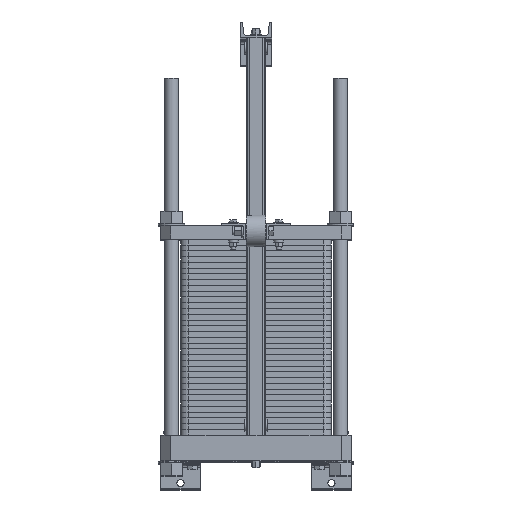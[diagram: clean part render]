
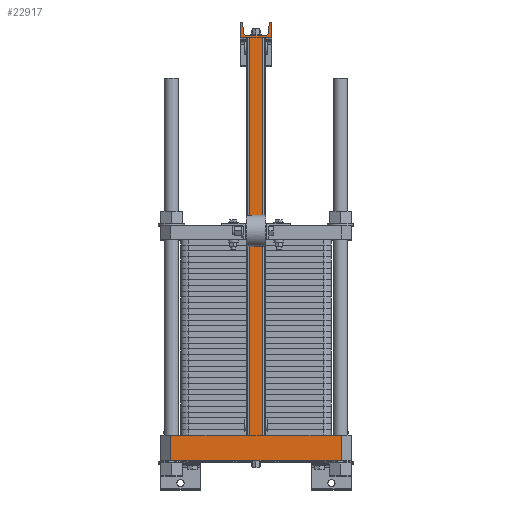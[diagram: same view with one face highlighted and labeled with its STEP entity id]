
A CAD part, top view. The second image highlights one B-rep face of the part: STEP entity #22917.
In plain terms, the highlighted planar face has unit normal (0, 0, 1).
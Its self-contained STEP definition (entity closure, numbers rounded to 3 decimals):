
#3416=LINE('',#34522,#5994);
#3430=LINE('',#34652,#6008);
#3431=LINE('',#34654,#6009);
#3432=LINE('',#34656,#6010);
#3433=LINE('',#34658,#6011);
#3434=LINE('',#34660,#6012);
#3435=LINE('',#34662,#6013);
#3436=LINE('',#34664,#6014);
#3437=LINE('',#34666,#6015);
#3438=LINE('',#34668,#6016);
#3439=LINE('',#34672,#6017);
#3440=LINE('',#34676,#6018);
#3441=LINE('',#34680,#6019);
#3442=LINE('',#34684,#6020);
#3443=LINE('',#34686,#6021);
#3444=LINE('',#34687,#6022);
#5994=VECTOR('',#26704,1.);
#6008=VECTOR('',#26792,10.);
#6009=VECTOR('',#26793,10.);
#6010=VECTOR('',#26794,10.);
#6011=VECTOR('',#26795,10.);
#6012=VECTOR('',#26796,10.);
#6013=VECTOR('',#26797,10.);
#6014=VECTOR('',#26798,10.);
#6015=VECTOR('',#26799,10.);
#6016=VECTOR('',#26800,10.);
#6017=VECTOR('',#26803,10.);
#6018=VECTOR('',#26806,10.);
#6019=VECTOR('',#26809,10.);
#6020=VECTOR('',#26812,10.);
#6021=VECTOR('',#26813,10.);
#6022=VECTOR('',#26814,10.);
#8548=PLANE('',#24081);
#9646=FACE_OUTER_BOUND('',#10729,.T.);
#10729=EDGE_LOOP('',(#17883,#17884,#17885,#17886,#17887,#17888,#17889,#17890,
#17891,#17892,#17893,#17894,#17895,#17896,#17897,#17898,#17899,#17900,#17901,
#17902));
#12113=CIRCLE('',#24082,4.);
#12114=CIRCLE('',#24083,8.);
#12115=CIRCLE('',#24084,8.);
#12116=CIRCLE('',#24085,4.);
#13595=VERTEX_POINT('',#34519);
#13596=VERTEX_POINT('',#34521);
#13627=VERTEX_POINT('',#34651);
#13628=VERTEX_POINT('',#34653);
#13629=VERTEX_POINT('',#34655);
#13630=VERTEX_POINT('',#34657);
#13631=VERTEX_POINT('',#34659);
#13632=VERTEX_POINT('',#34661);
#13633=VERTEX_POINT('',#34663);
#13634=VERTEX_POINT('',#34665);
#13635=VERTEX_POINT('',#34667);
#13636=VERTEX_POINT('',#34669);
#13637=VERTEX_POINT('',#34671);
#13638=VERTEX_POINT('',#34673);
#13639=VERTEX_POINT('',#34675);
#13640=VERTEX_POINT('',#34677);
#13641=VERTEX_POINT('',#34679);
#13642=VERTEX_POINT('',#34681);
#13643=VERTEX_POINT('',#34683);
#13644=VERTEX_POINT('',#34685);
#15311=EDGE_CURVE('',#13596,#13595,#3416,.T.);
#15351=EDGE_CURVE('',#13595,#13627,#3430,.T.);
#15352=EDGE_CURVE('',#13627,#13628,#3431,.T.);
#15353=EDGE_CURVE('',#13629,#13628,#3432,.T.);
#15354=EDGE_CURVE('',#13630,#13629,#3433,.T.);
#15355=EDGE_CURVE('',#13630,#13631,#3434,.T.);
#15356=EDGE_CURVE('',#13631,#13632,#3435,.T.);
#15357=EDGE_CURVE('',#13632,#13633,#3436,.T.);
#15358=EDGE_CURVE('',#13633,#13634,#3437,.T.);
#15359=EDGE_CURVE('',#13634,#13635,#3438,.T.);
#15360=EDGE_CURVE('',#13635,#13636,#12113,.T.);
#15361=EDGE_CURVE('',#13636,#13637,#3439,.T.);
#15362=EDGE_CURVE('',#13637,#13638,#12114,.T.);
#15363=EDGE_CURVE('',#13638,#13639,#3440,.T.);
#15364=EDGE_CURVE('',#13639,#13640,#12115,.T.);
#15365=EDGE_CURVE('',#13640,#13641,#3441,.T.);
#15366=EDGE_CURVE('',#13641,#13642,#12116,.T.);
#15367=EDGE_CURVE('',#13642,#13643,#3442,.T.);
#15368=EDGE_CURVE('',#13643,#13644,#3443,.T.);
#15369=EDGE_CURVE('',#13644,#13596,#3444,.T.);
#17883=ORIENTED_EDGE('',*,*,#15311,.T.);
#17884=ORIENTED_EDGE('',*,*,#15351,.T.);
#17885=ORIENTED_EDGE('',*,*,#15352,.T.);
#17886=ORIENTED_EDGE('',*,*,#15353,.F.);
#17887=ORIENTED_EDGE('',*,*,#15354,.F.);
#17888=ORIENTED_EDGE('',*,*,#15355,.T.);
#17889=ORIENTED_EDGE('',*,*,#15356,.T.);
#17890=ORIENTED_EDGE('',*,*,#15357,.T.);
#17891=ORIENTED_EDGE('',*,*,#15358,.T.);
#17892=ORIENTED_EDGE('',*,*,#15359,.T.);
#17893=ORIENTED_EDGE('',*,*,#15360,.T.);
#17894=ORIENTED_EDGE('',*,*,#15361,.T.);
#17895=ORIENTED_EDGE('',*,*,#15362,.T.);
#17896=ORIENTED_EDGE('',*,*,#15363,.T.);
#17897=ORIENTED_EDGE('',*,*,#15364,.T.);
#17898=ORIENTED_EDGE('',*,*,#15365,.T.);
#17899=ORIENTED_EDGE('',*,*,#15366,.T.);
#17900=ORIENTED_EDGE('',*,*,#15367,.T.);
#17901=ORIENTED_EDGE('',*,*,#15368,.T.);
#17902=ORIENTED_EDGE('',*,*,#15369,.T.);
#22917=ADVANCED_FACE('',(#9646),#8548,.T.);
#24081=AXIS2_PLACEMENT_3D('',#34650,#26790,#26791);
#24082=AXIS2_PLACEMENT_3D('',#34670,#26801,#26802);
#24083=AXIS2_PLACEMENT_3D('',#34674,#26804,#26805);
#24084=AXIS2_PLACEMENT_3D('',#34678,#26807,#26808);
#24085=AXIS2_PLACEMENT_3D('',#34682,#26810,#26811);
#26704=DIRECTION('',(0.,-1.,0.));
#26790=DIRECTION('center_axis',(0.,0.,
1.));
#26791=DIRECTION('ref_axis',(-1.,0.,0.));
#26792=DIRECTION('',(-1.,0.,0.));
#26793=DIRECTION('',(0.,-1.,0.));
#26794=DIRECTION('',(-1.,0.,0.));
#26795=DIRECTION('',(0.,-1.,0.));
#26796=DIRECTION('',(-1.,0.,0.));
#26797=DIRECTION('',(0.,1.,0.));
#26798=DIRECTION('',(1.,0.,0.));
#26799=DIRECTION('',(0.,1.,0.));
#26800=DIRECTION('',(-1.,0.,0.));
#26801=DIRECTION('center_axis',(0.,0.,1.));
#26802=DIRECTION('ref_axis',(0.,1.,0.));
#26803=DIRECTION('',(-0.091,-0.996,0.));
#26804=DIRECTION('center_axis',(0.,0.,-1.));
#26805=DIRECTION('ref_axis',(0.,1.,0.));
#26806=DIRECTION('',(-1.,0.,0.));
#26807=DIRECTION('center_axis',(0.,0.,-1.));
#26808=DIRECTION('ref_axis',(0.996,0.091,0.));
#26809=DIRECTION('',(-0.091,0.996,0.));
#26810=DIRECTION('center_axis',(0.,0.,1.));
#26811=DIRECTION('ref_axis',(0.996,0.091,0.));
#26812=DIRECTION('',(-1.,0.,0.));
#26813=DIRECTION('',(0.,-1.,0.));
#26814=DIRECTION('',(1.,0.,0.));
#34519=CARTESIAN_POINT('',(-16.2,0.,1754.));
#34521=CARTESIAN_POINT('',(-16.2,1000.,1754.));
#34522=CARTESIAN_POINT('',(-16.2,761.,1754.));
#34650=CARTESIAN_POINT('Origin',(215.,0.,1754.));
#34651=CARTESIAN_POINT('',(-215.,0.,1754.));
#34652=CARTESIAN_POINT('',(215.,0.,1754.));
#34653=CARTESIAN_POINT('',(-215.,-65.,1754.));
#34654=CARTESIAN_POINT('',(-215.,0.,1754.));
#34655=CARTESIAN_POINT('',(215.,-65.,1754.));
#34656=CARTESIAN_POINT('',(215.,-65.,1754.));
#34657=CARTESIAN_POINT('',(215.,0.,1754.));
#34658=CARTESIAN_POINT('',(215.,0.,1754.));
#34659=CARTESIAN_POINT('',(16.2,0.,1754.));
#34660=CARTESIAN_POINT('',(215.,0.,1754.));
#34661=CARTESIAN_POINT('',(16.2,1000.,1754.));
#34662=CARTESIAN_POINT('',(16.2,0.,1754.));
#34663=CARTESIAN_POINT('',(40.,1000.,1754.));
#34664=CARTESIAN_POINT('',(-40.,1000.,1754.));
#34665=CARTESIAN_POINT('',(40.,1040.,1754.));
#34666=CARTESIAN_POINT('',(40.,1000.,1754.));
#34667=CARTESIAN_POINT('',(37.45,1040.,1754.));
#34668=CARTESIAN_POINT('',(40.,1040.,1754.));
#34669=CARTESIAN_POINT('',(33.466,1036.366,1754.));
#34670=CARTESIAN_POINT('Origin',(37.45,1036.,1754.));
#34671=CARTESIAN_POINT('',(31.347,1013.269,1754.));
#34672=CARTESIAN_POINT('',(33.466,1036.366,1754.));
#34673=CARTESIAN_POINT('',(23.381,1006.,1754.));
#34674=CARTESIAN_POINT('Origin',(23.381,1014.,1754.));
#34675=CARTESIAN_POINT('',(-23.381,1006.,1754.));
#34676=CARTESIAN_POINT('',(23.381,1006.,1754.));
#34677=CARTESIAN_POINT('',(-31.347,1013.269,1754.));
#34678=CARTESIAN_POINT('Origin',(-23.381,1014.,1754.));
#34679=CARTESIAN_POINT('',(-33.466,1036.366,1754.));
#34680=CARTESIAN_POINT('',(-31.347,1013.269,1754.));
#34681=CARTESIAN_POINT('',(-37.45,1040.,1754.));
#34682=CARTESIAN_POINT('Origin',(-37.45,1036.,1754.));
#34683=CARTESIAN_POINT('',(-40.,1040.,1754.));
#34684=CARTESIAN_POINT('',(-37.45,1040.,1754.));
#34685=CARTESIAN_POINT('',(-40.,1000.,1754.));
#34686=CARTESIAN_POINT('',(-40.,1040.,1754.));
#34687=CARTESIAN_POINT('',(-40.,1000.,1754.));
